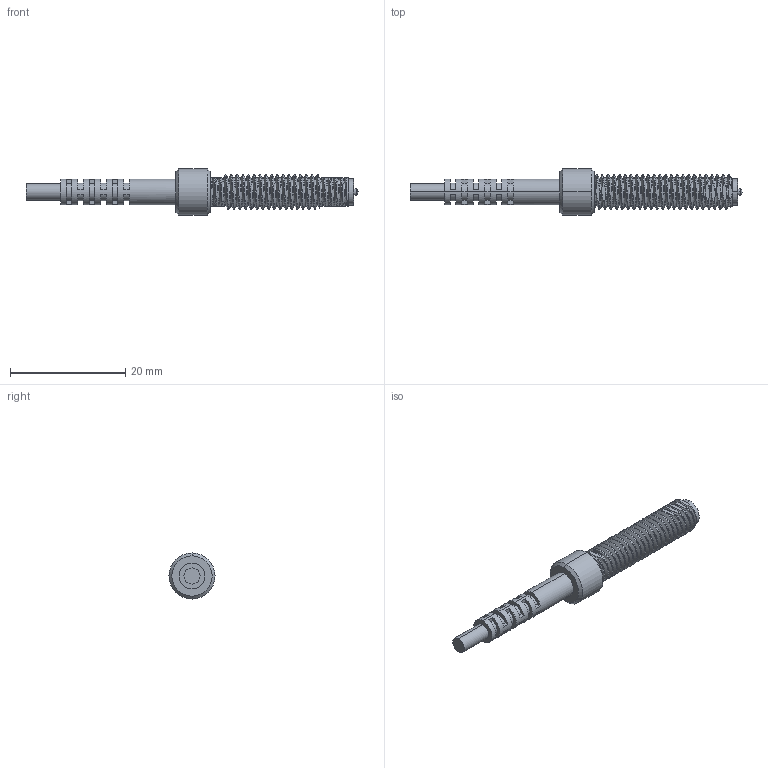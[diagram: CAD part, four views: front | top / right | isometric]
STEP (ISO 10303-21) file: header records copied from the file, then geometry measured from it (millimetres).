
FILE_DESCRIPTION (( 'STEP AP214' ), '1' );
FILE_NAME ('STS060PA.STEP', '2024-07-10T16:10:57', ( '' ), ( '' ), 'SwSTEP 2.0', 'SolidWorks 2023', '' );
FILE_SCHEMA (( 'AUTOMOTIVE_DESIGN' ));
Length unit declared in the file: inch
Products named in the file (1): STS060PA
Bounding box: 57.65 x 8 x 8 mm (x, y, z)
Volume: 1155.1 mm3; surface area: 1353.1 mm2
Topology: 1 solids, 1 shells, 168 faces, 450 edges, 297 vertices
Faces by surface type: plane 77, cylinder 76, cone 9, bspline 6
Entity records: 13023 total; most frequent: CARTESIAN_POINT 9110, ORIENTED_EDGE 900, DIRECTION 731, EDGE_CURVE 450, VERTEX_POINT 297, AXIS2_PLACEMENT_3D 269, LINE 193, VECTOR 193
